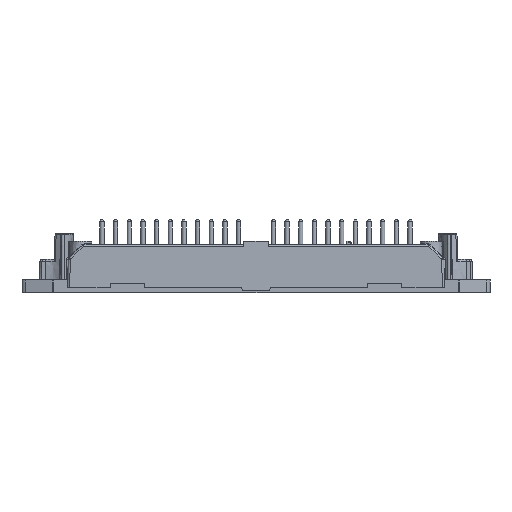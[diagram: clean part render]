
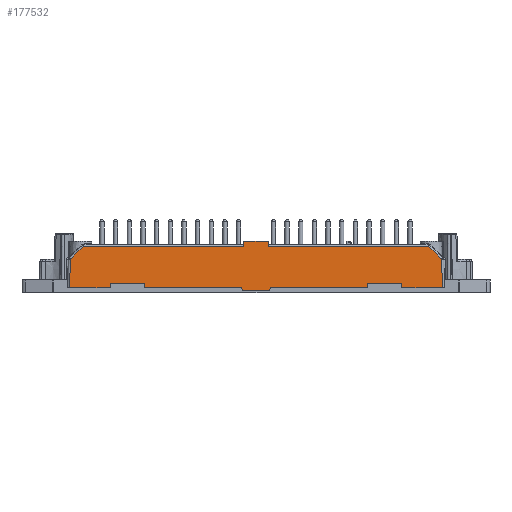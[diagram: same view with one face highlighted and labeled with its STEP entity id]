
A CAD part, front view. The second image highlights one B-rep face of the part: STEP entity #177532.
In plain terms, the highlighted planar face has unit normal (0, -1, 0.026).
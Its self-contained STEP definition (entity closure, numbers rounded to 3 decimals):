
#26629=ORIENTED_EDGE('',*,*,#58086,.F.);
#26630=ORIENTED_EDGE('',*,*,#58087,.T.);
#26631=ORIENTED_EDGE('',*,*,#58088,.F.);
#26632=ORIENTED_EDGE('',*,*,#58089,.T.);
#26633=ORIENTED_EDGE('',*,*,#58090,.T.);
#26634=ORIENTED_EDGE('',*,*,#56416,.F.);
#26635=ORIENTED_EDGE('',*,*,#56414,.T.);
#26636=ORIENTED_EDGE('',*,*,#57818,.F.);
#26637=ORIENTED_EDGE('',*,*,#56409,.T.);
#26638=ORIENTED_EDGE('',*,*,#57939,.T.);
#26639=ORIENTED_EDGE('',*,*,#56407,.T.);
#26640=ORIENTED_EDGE('',*,*,#56405,.T.);
#26641=ORIENTED_EDGE('',*,*,#58091,.T.);
#26642=ORIENTED_EDGE('',*,*,#58092,.F.);
#26643=ORIENTED_EDGE('',*,*,#58093,.T.);
#26644=ORIENTED_EDGE('',*,*,#58094,.T.);
#26645=ORIENTED_EDGE('',*,*,#58095,.T.);
#26646=ORIENTED_EDGE('',*,*,#56437,.F.);
#26647=ORIENTED_EDGE('',*,*,#56441,.T.);
#26648=ORIENTED_EDGE('',*,*,#56446,.F.);
#26649=ORIENTED_EDGE('',*,*,#56447,.F.);
#26650=ORIENTED_EDGE('',*,*,#56451,.T.);
#56405=EDGE_CURVE('',#70069,#70406,#86509,.T.);
#56407=EDGE_CURVE('',#70408,#70069,#86511,.T.);
#56409=EDGE_CURVE('',#70409,#70410,#86512,.F.);
#56414=EDGE_CURVE('',#70072,#70412,#86516,.F.);
#56416=EDGE_CURVE('',#70072,#70414,#86518,.T.);
#56437=EDGE_CURVE('',#70429,#70430,#86535,.F.);
#56441=EDGE_CURVE('',#70429,#70433,#86539,.T.);
#56446=EDGE_CURVE('',#70436,#70433,#86544,.F.);
#56447=EDGE_CURVE('',#70437,#70436,#86545,.T.);
#56451=EDGE_CURVE('',#70437,#70439,#86549,.F.);
#57818=EDGE_CURVE('',#70409,#70412,#87133,.T.);
#57939=EDGE_CURVE('',#70410,#70408,#87184,.T.);
#58086=EDGE_CURVE('',#71641,#70439,#87240,.F.);
#58087=EDGE_CURVE('',#71641,#71642,#87241,.F.);
#58088=EDGE_CURVE('',#71643,#71642,#87242,.F.);
#58089=EDGE_CURVE('',#71643,#71644,#87243,.F.);
#58090=EDGE_CURVE('',#71644,#70414,#87244,.F.);
#58091=EDGE_CURVE('',#70406,#71645,#87245,.F.);
#58092=EDGE_CURVE('',#71646,#71645,#87246,.F.);
#58093=EDGE_CURVE('',#71646,#71647,#87247,.F.);
#58094=EDGE_CURVE('',#71647,#71648,#87248,.F.);
#58095=EDGE_CURVE('',#71648,#70430,#87249,.F.);
#70069=VERTEX_POINT('',#250195);
#70072=VERTEX_POINT('',#250205);
#70406=VERTEX_POINT('',#254396);
#70408=VERTEX_POINT('',#254402);
#70409=VERTEX_POINT('',#254406);
#70410=VERTEX_POINT('',#254407);
#70412=VERTEX_POINT('',#254414);
#70414=VERTEX_POINT('',#254420);
#70429=VERTEX_POINT('',#254485);
#70430=VERTEX_POINT('',#254486);
#70433=VERTEX_POINT('',#254494);
#70436=VERTEX_POINT('',#254502);
#70437=VERTEX_POINT('',#254506);
#70439=VERTEX_POINT('',#254512);
#71641=VERTEX_POINT('',#259848);
#71642=VERTEX_POINT('',#259850);
#71643=VERTEX_POINT('',#259852);
#71644=VERTEX_POINT('',#259854);
#71645=VERTEX_POINT('',#259857);
#71646=VERTEX_POINT('',#259859);
#71647=VERTEX_POINT('',#259861);
#71648=VERTEX_POINT('',#259863);
#86509=LINE('',#254397,#101654);
#86511=LINE('',#254401,#101656);
#86512=LINE('',#254405,#101657);
#86516=LINE('',#254415,#101661);
#86518=LINE('',#254419,#101663);
#86535=LINE('',#254484,#101680);
#86539=LINE('',#254493,#101684);
#86544=LINE('',#254503,#101689);
#86545=LINE('',#254505,#101690);
#86549=LINE('',#254514,#101694);
#87133=LINE('',#258841,#102278);
#87184=LINE('',#259265,#102329);
#87240=LINE('',#259847,#102385);
#87241=LINE('',#259849,#102386);
#87242=LINE('',#259851,#102387);
#87243=LINE('',#259853,#102388);
#87244=LINE('',#259855,#102389);
#87245=LINE('',#259856,#102390);
#87246=LINE('',#259858,#102391);
#87247=LINE('',#259860,#102392);
#87248=LINE('',#259862,#102393);
#87249=LINE('',#259864,#102394);
#101654=VECTOR('',#211389,1000.);
#101656=VECTOR('',#211393,1000.);
#101657=VECTOR('',#211398,1000.);
#101661=VECTOR('',#211406,1000.);
#101663=VECTOR('',#211410,1000.);
#101680=VECTOR('',#211443,1000.);
#101684=VECTOR('',#211449,1000.);
#101689=VECTOR('',#211456,1000.);
#101690=VECTOR('',#211459,1000.);
#101694=VECTOR('',#211465,1000.);
#102278=VECTOR('',#213609,1000.);
#102329=VECTOR('',#213752,1000.);
#102385=VECTOR('',#213940,1000.);
#102386=VECTOR('',#213941,1000.);
#102387=VECTOR('',#213942,1000.);
#102388=VECTOR('',#213943,1000.);
#102389=VECTOR('',#213944,1000.);
#102390=VECTOR('',#213945,1000.);
#102391=VECTOR('',#213946,1000.);
#102392=VECTOR('',#213947,1000.);
#102393=VECTOR('',#213948,1000.);
#102394=VECTOR('',#213949,1000.);
#108837=EDGE_LOOP('',(#26629,#26630,#26631,#26632,#26633,#26634,#26635,
#26636,#26637,#26638,#26639,#26640,#26641,#26642,#26643,#26644,#26645,#26646,
#26647,#26648,#26649,#26650));
#116335=FACE_BOUND('',#108837,.T.);
#123281=PLANE('',#185197);
#177532=ADVANCED_FACE('',(#116335),#123281,.T.);
#185197=AXIS2_PLACEMENT_3D('',#259846,#213938,#213939);
#211389=DIRECTION('',(-0.707,-0.019,-0.707));
#211393=DIRECTION('',(-1.,0.,0.));
#211398=DIRECTION('',(1.,0.,0.));
#211406=DIRECTION('',(1.,0.,0.));
#211410=DIRECTION('',(0.707,-0.019,-0.707));
#211443=DIRECTION('',(1.,0.,0.));
#211449=DIRECTION('',(0.174,-0.026,-0.984));
#211456=DIRECTION('',(1.,0.,0.));
#211459=DIRECTION('',(-0.174,-0.026,-0.984));
#211465=DIRECTION('',(-1.,0.,0.));
#213609=DIRECTION('',(0.017,-0.026,-1.));
#213752=DIRECTION('',(-0.017,-0.026,-1.));
#213938=DIRECTION('',(0.,-1.,0.026));
#213939=DIRECTION('',(0.,-0.026,-1.));
#213940=DIRECTION('',(0.,0.026,1.));
#213941=DIRECTION('',(-1.,0.,0.));
#213942=DIRECTION('',(0.,-0.026,-1.));
#213943=DIRECTION('',(-1.,0.,0.));
#213944=DIRECTION('',(0.026,-0.026,-0.999));
#213945=DIRECTION('',(0.026,0.026,0.999));
#213946=DIRECTION('',(1.,0.,0.));
#213947=DIRECTION('',(0.,-0.026,-1.));
#213948=DIRECTION('',(-1.,0.,0.));
#213949=DIRECTION('',(0.,0.026,1.));
#250195=CARTESIAN_POINT('',(-40.443,-30.719,7.363));
#250205=CARTESIAN_POINT('',(40.443,-30.719,7.363));
#254396=CARTESIAN_POINT('',(-43.474,-30.798,4.332));
#254397=CARTESIAN_POINT('',(-23.298,-30.27,24.508));
#254401=CARTESIAN_POINT('',(0.,-30.719,7.363));
#254402=CARTESIAN_POINT('',(-2.845,-30.719,7.363));
#254405=CARTESIAN_POINT('',(0.,-30.689,8.5));
#254406=CARTESIAN_POINT('',(2.825,-30.689,8.5));
#254407=CARTESIAN_POINT('',(-2.825,-30.689,8.5));
#254414=CARTESIAN_POINT('',(2.845,-30.719,7.363));
#254415=CARTESIAN_POINT('',(0.,-30.719,7.363));
#254419=CARTESIAN_POINT('',(23.298,-30.27,24.508));
#254420=CARTESIAN_POINT('',(43.474,-30.798,4.332));
#254484=CARTESIAN_POINT('',(0.,-30.972,-2.3));
#254485=CARTESIAN_POINT('',(-3.359,-30.972,-2.3));
#254486=CARTESIAN_POINT('',(-26.147,-30.972,-2.3));
#254493=CARTESIAN_POINT('',(-3.861,-30.897,0.546));
#254494=CARTESIAN_POINT('',(-3.218,-30.993,-3.1));
#254502=CARTESIAN_POINT('',(3.218,-30.993,-3.1));
#254503=CARTESIAN_POINT('',(3.5,-30.993,-3.1));
#254505=CARTESIAN_POINT('',(3.861,-30.897,0.546));
#254506=CARTESIAN_POINT('',(3.359,-30.972,-2.3));
#254512=CARTESIAN_POINT('',(26.147,-30.972,-2.3));
#254514=CARTESIAN_POINT('',(0.,-30.972,-2.3));
#258841=CARTESIAN_POINT('',(2.849,-30.725,7.119));
#259265=CARTESIAN_POINT('',(-2.849,-30.725,7.119));
#259846=CARTESIAN_POINT('',(0.,-30.879,1.226));
#259847=CARTESIAN_POINT('',(26.147,-30.879,1.226));
#259848=CARTESIAN_POINT('',(26.147,-30.945,-1.3));
#259849=CARTESIAN_POINT('',(0.,-30.945,-1.3));
#259850=CARTESIAN_POINT('',(34.147,-30.945,-1.3));
#259851=CARTESIAN_POINT('',(34.147,-30.879,1.226));
#259852=CARTESIAN_POINT('',(34.147,-30.972,-2.3));
#259853=CARTESIAN_POINT('',(0.,-30.972,-2.3));
#259854=CARTESIAN_POINT('',(43.647,-30.972,-2.3));
#259855=CARTESIAN_POINT('',(43.525,-30.849,2.365));
#259856=CARTESIAN_POINT('',(-43.525,-30.849,2.365));
#259857=CARTESIAN_POINT('',(-43.647,-30.972,-2.3));
#259858=CARTESIAN_POINT('',(0.,-30.972,-2.3));
#259859=CARTESIAN_POINT('',(-34.147,-30.972,-2.3));
#259860=CARTESIAN_POINT('',(-34.147,-30.879,1.226));
#259861=CARTESIAN_POINT('',(-34.147,-30.945,-1.3));
#259862=CARTESIAN_POINT('',(0.,-30.945,-1.3));
#259863=CARTESIAN_POINT('',(-26.147,-30.945,-1.3));
#259864=CARTESIAN_POINT('',(-26.147,-30.879,1.226));
